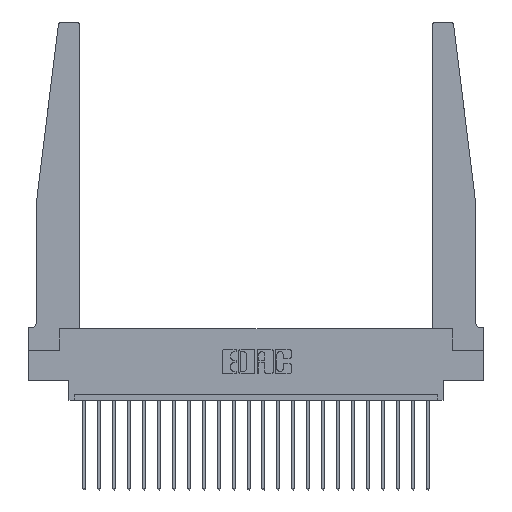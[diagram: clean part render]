
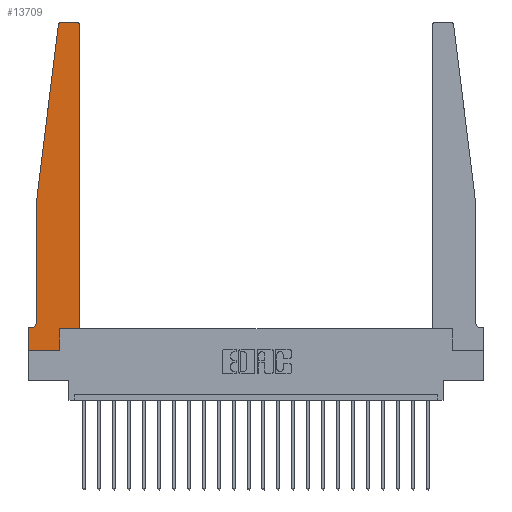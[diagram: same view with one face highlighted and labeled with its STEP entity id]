
A CAD part, top view. The second image highlights one B-rep face of the part: STEP entity #13709.
In plain terms, the highlighted planar face has unit normal (0, 0, 1).
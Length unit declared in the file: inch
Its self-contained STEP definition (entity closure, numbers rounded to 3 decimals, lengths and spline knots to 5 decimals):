
#73 = ORIENTED_EDGE ( 'NONE', *, *, #16495, .T. ) ;
#164 = DIRECTION ( 'NONE',  ( 1., 0., 0. ) ) ;
#281 = ORIENTED_EDGE ( 'NONE', *, *, #19032, .T. ) ;
#319 = VECTOR ( 'NONE', #21408, 39.37008 ) ;
#325 = LINE ( 'NONE', #5233, #2803 ) ;
#376 = FACE_OUTER_BOUND ( 'NONE', #20768, .T. ) ;
#415 = VECTOR ( 'NONE', #15751, 39.37008 ) ;
#516 = CARTESIAN_POINT ( 'NONE',  ( 0.065, 1.25, 0.37 ) ) ;
#927 = CARTESIAN_POINT ( 'NONE',  ( 0.2605, 0., 0.37 ) ) ;
#1431 = EDGE_CURVE ( 'NONE', #8461, #15828, #6005, .T. ) ;
#1694 = VERTEX_POINT ( 'NONE', #927 ) ;
#1770 = VECTOR ( 'NONE', #2105, 39.37008 ) ;
#1907 = CARTESIAN_POINT ( 'NONE',  ( 0.425, 0.18, 0.37 ) ) ;
#1923 = VERTEX_POINT ( 'NONE', #20552 ) ;
#1989 = VERTEX_POINT ( 'NONE', #13960 ) ;
#2105 = DIRECTION ( 'NONE',  ( 0., -1., 0. ) ) ;
#2196 = AXIS2_PLACEMENT_3D ( 'NONE', #17183, #13756, #15238 ) ;
#2238 = CARTESIAN_POINT ( 'NONE',  ( 0.27653, 2.75, 0.37 ) ) ;
#2803 = VECTOR ( 'NONE', #7306, 39.37008 ) ;
#3077 = VERTEX_POINT ( 'NONE', #12649 ) ;
#3488 = ORIENTED_EDGE ( 'NONE', *, *, #17003, .T. ) ;
#3855 = LINE ( 'NONE', #18175, #15846 ) ;
#3903 = DIRECTION ( 'NONE',  ( 0., 0., 1. ) ) ;
#3949 = CARTESIAN_POINT ( 'NONE',  ( 0.065, 1.25, 0.37 ) ) ;
#4066 = VECTOR ( 'NONE', #20567, 39.37008 ) ;
#4707 = CIRCLE ( 'NONE', #6529, 0.05 ) ;
#5117 = VERTEX_POINT ( 'NONE', #21639 ) ;
#5233 = CARTESIAN_POINT ( 'NONE',  ( 0.25, 2.75, 0.37 ) ) ;
#6005 = LINE ( 'NONE', #3949, #1770 ) ;
#6479 = CARTESIAN_POINT ( 'NONE',  ( 0.065, 0.2375, 0.37 ) ) ;
#6529 = AXIS2_PLACEMENT_3D ( 'NONE', #12756, #11515, #12993 ) ;
#6932 = VECTOR ( 'NONE', #14241, 39.37008 ) ;
#7161 = EDGE_CURVE ( 'NONE', #1694, #5117, #12198, .T. ) ;
#7228 = ORIENTED_EDGE ( 'NONE', *, *, #22014, .T. ) ;
#7245 = DIRECTION ( 'NONE',  ( 0., 1., 0. ) ) ;
#7306 = DIRECTION ( 'NONE',  ( -1., 0., 0. ) ) ;
#7525 = CARTESIAN_POINT ( 'NONE',  ( 0., 0., 0.37 ) ) ;
#7729 = ORIENTED_EDGE ( 'NONE', *, *, #11661, .T. ) ;
#8461 = VERTEX_POINT ( 'NONE', #9534 ) ;
#8691 = AXIS2_PLACEMENT_3D ( 'NONE', #15836, #3903, #164 ) ;
#8759 = LINE ( 'NONE', #20731, #415 ) ;
#8851 = PLANE ( 'NONE',  #8691 ) ;
#9530 = VECTOR ( 'NONE', #17324, 39.37008 ) ;
#9534 = CARTESIAN_POINT ( 'NONE',  ( 0.065, 1.25, 0.37 ) ) ;
#9594 = VERTEX_POINT ( 'NONE', #21376 ) ;
#10247 = VECTOR ( 'NONE', #7245, 39.37008 ) ;
#10607 = VERTEX_POINT ( 'NONE', #15543 ) ;
#10630 = LINE ( 'NONE', #7525, #319 ) ;
#10762 = CARTESIAN_POINT ( 'NONE',  ( 0.425, 2.72, 0.37 ) ) ;
#10933 = ORIENTED_EDGE ( 'NONE', *, *, #14655, .T. ) ;
#11515 = DIRECTION ( 'NONE',  ( 0., 0., -1. ) ) ;
#11654 = CARTESIAN_POINT ( 'NONE',  ( 0.395, 2.72, 0.37 ) ) ;
#11661 = EDGE_CURVE ( 'NONE', #9594, #1923, #3855, .T. ) ;
#12198 = LINE ( 'NONE', #17220, #10247 ) ;
#12649 = CARTESIAN_POINT ( 'NONE',  ( 0.24675, 2.72367, 0.37 ) ) ;
#12756 = CARTESIAN_POINT ( 'NONE',  ( 0.015, 0.2375, 0.37 ) ) ;
#12845 = ORIENTED_EDGE ( 'NONE', *, *, #21033, .T. ) ;
#12993 = DIRECTION ( 'NONE',  ( -1., 0., 0. ) ) ;
#13053 = ORIENTED_EDGE ( 'NONE', *, *, #7161, .T. ) ;
#13709 = ADVANCED_FACE ( 'NONE', ( #376 ), #8851, .T. ) ;
#13756 = DIRECTION ( 'NONE',  ( 0., 0., 1. ) ) ;
#13960 = CARTESIAN_POINT ( 'NONE',  ( 0.395, 2.75, 0.37 ) ) ;
#14141 = ORIENTED_EDGE ( 'NONE', *, *, #21444, .T. ) ;
#14241 = DIRECTION ( 'NONE',  ( -0.122, -0.992, 0. ) ) ;
#14301 = AXIS2_PLACEMENT_3D ( 'NONE', #11654, #18617, #16897 ) ;
#14359 = LINE ( 'NONE', #516, #6932 ) ;
#14655 = EDGE_CURVE ( 'NONE', #22142, #1989, #15026, .T. ) ;
#14919 = CARTESIAN_POINT ( 'NONE',  ( 0.425, 0.18, 0.37 ) ) ;
#14981 = VERTEX_POINT ( 'NONE', #14919 ) ;
#15026 = CIRCLE ( 'NONE', #14301, 0.03 ) ;
#15238 = DIRECTION ( 'NONE',  ( 1., 0., 0. ) ) ;
#15543 = CARTESIAN_POINT ( 'NONE',  ( 0., 0., 0.37 ) ) ;
#15572 = EDGE_CURVE ( 'NONE', #1989, #15706, #325, .T. ) ;
#15706 = VERTEX_POINT ( 'NONE', #2238 ) ;
#15751 = DIRECTION ( 'NONE',  ( 0., -1., 0. ) ) ;
#15828 = VERTEX_POINT ( 'NONE', #6479 ) ;
#15836 = CARTESIAN_POINT ( 'NONE',  ( 0., 0.1875, 0.37 ) ) ;
#15846 = VECTOR ( 'NONE', #19703, 39.37008 ) ;
#16495 = EDGE_CURVE ( 'NONE', #10607, #1694, #10630, .T. ) ;
#16897 = DIRECTION ( 'NONE',  ( 1., 0., 0. ) ) ;
#17003 = EDGE_CURVE ( 'NONE', #15828, #9594, #4707, .T. ) ;
#17183 = CARTESIAN_POINT ( 'NONE',  ( 0.27653, 2.72, 0.37 ) ) ;
#17220 = CARTESIAN_POINT ( 'NONE',  ( 0.2605, 0.18, 0.37 ) ) ;
#17272 = CARTESIAN_POINT ( 'NONE',  ( 0.425, 0.18, 0.37 ) ) ;
#17324 = DIRECTION ( 'NONE',  ( 0., 1., 0. ) ) ;
#17492 = LINE ( 'NONE', #17272, #9530 ) ;
#18175 = CARTESIAN_POINT ( 'NONE',  ( 0.065, 0.1875, 0.37 ) ) ;
#18260 = EDGE_CURVE ( 'NONE', #3077, #8461, #14359, .T. ) ;
#18601 = ORIENTED_EDGE ( 'NONE', *, *, #1431, .T. ) ;
#18617 = DIRECTION ( 'NONE',  ( 0., 0., 1. ) ) ;
#18817 = LINE ( 'NONE', #1907, #4066 ) ;
#19032 = EDGE_CURVE ( 'NONE', #15706, #3077, #22372, .T. ) ;
#19703 = DIRECTION ( 'NONE',  ( -1., 0., 0. ) ) ;
#19790 = ORIENTED_EDGE ( 'NONE', *, *, #15572, .T. ) ;
#20002 = ORIENTED_EDGE ( 'NONE', *, *, #18260, .T. ) ;
#20552 = CARTESIAN_POINT ( 'NONE',  ( 0., 0.1875, 0.37 ) ) ;
#20567 = DIRECTION ( 'NONE',  ( 1., 0., 0. ) ) ;
#20731 = CARTESIAN_POINT ( 'NONE',  ( 0., 0., 0.37 ) ) ;
#20768 = EDGE_LOOP ( 'NONE', ( #19790, #281, #20002, #18601, #3488, #7729, #14141, #73, #13053, #7228, #12845, #10933 ) ) ;
#21033 = EDGE_CURVE ( 'NONE', #14981, #22142, #17492, .T. ) ;
#21376 = CARTESIAN_POINT ( 'NONE',  ( 0.015, 0.1875, 0.37 ) ) ;
#21408 = DIRECTION ( 'NONE',  ( 1., 0., 0. ) ) ;
#21444 = EDGE_CURVE ( 'NONE', #1923, #10607, #8759, .T. ) ;
#21639 = CARTESIAN_POINT ( 'NONE',  ( 0.2605, 0.18, 0.37 ) ) ;
#22014 = EDGE_CURVE ( 'NONE', #5117, #14981, #18817, .T. ) ;
#22142 = VERTEX_POINT ( 'NONE', #10762 ) ;
#22372 = CIRCLE ( 'NONE', #2196, 0.03 ) ;
